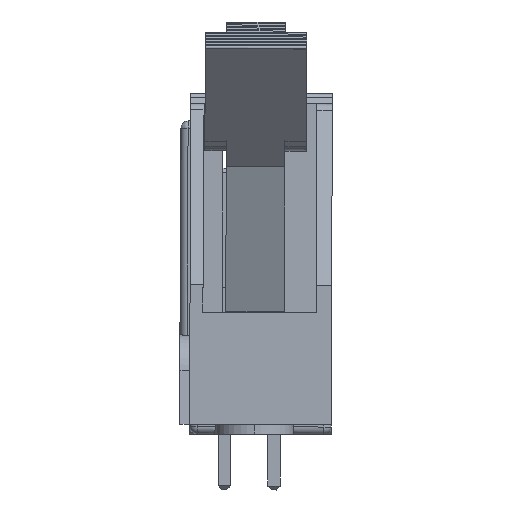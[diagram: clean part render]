
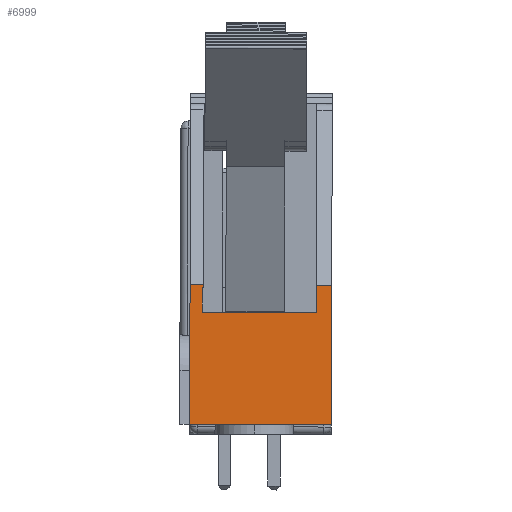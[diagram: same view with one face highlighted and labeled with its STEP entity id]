
A CAD part, left-side view. The second image highlights one B-rep face of the part: STEP entity #6999.
In plain terms, the highlighted planar face has unit normal (-1, 0, 0).
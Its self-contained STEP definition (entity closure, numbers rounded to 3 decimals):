
#67 = AXIS2_PLACEMENT_3D ( 'NONE', #1634, #7187, #12449 ) ;
#754 = EDGE_CURVE ( 'NONE', #12278, #6599, #12386, .T. ) ;
#798 = CARTESIAN_POINT ( 'NONE',  ( -1.27, -7.747, 4.572 ) ) ;
#818 = DIRECTION ( 'NONE',  ( 0., -1., 0. ) ) ;
#956 = VERTEX_POINT ( 'NONE', #5243 ) ;
#1100 = LINE ( 'NONE', #10984, #8808 ) ;
#1293 = CARTESIAN_POINT ( 'NONE',  ( -1.27, -7.747, -2.54 ) ) ;
#1634 = CARTESIAN_POINT ( 'NONE',  ( -1.27, -7.747, 4.572 ) ) ;
#2224 = CARTESIAN_POINT ( 'NONE',  ( -1.27, -6.96, 3.175 ) ) ;
#2468 = EDGE_CURVE ( 'NONE', #8098, #8587, #5783, .T. ) ;
#2638 = ORIENTED_EDGE ( 'NONE', *, *, #4834, .F. ) ;
#2671 = LINE ( 'NONE', #12735, #3887 ) ;
#2689 = CARTESIAN_POINT ( 'NONE',  ( -1.27, -7.747, 4.572 ) ) ;
#2805 = EDGE_CURVE ( 'NONE', #11212, #8360, #5209, .T. ) ;
#2880 = DIRECTION ( 'NONE',  ( 0., 0., 1. ) ) ;
#3033 = DIRECTION ( 'NONE',  ( 0., 1., 0. ) ) ;
#3068 = EDGE_CURVE ( 'NONE', #11212, #956, #5120, .T. ) ;
#3074 = VERTEX_POINT ( 'NONE', #2689 ) ;
#3175 = EDGE_CURVE ( 'NONE', #6599, #8098, #4392, .T. ) ;
#3350 = EDGE_CURVE ( 'NONE', #956, #12278, #2671, .T. ) ;
#3716 = ORIENTED_EDGE ( 'NONE', *, *, #3350, .T. ) ;
#3887 = VECTOR ( 'NONE', #4881, 1000. ) ;
#4145 = EDGE_CURVE ( 'NONE', #13397, #8587, #11018, .T. ) ;
#4274 = CARTESIAN_POINT ( 'NONE',  ( -1.27, -1.194, 4.445 ) ) ;
#4392 = LINE ( 'NONE', #798, #14005 ) ;
#4567 = DIRECTION ( 'NONE',  ( 0., 1., 0. ) ) ;
#4733 = ORIENTED_EDGE ( 'NONE', *, *, #11786, .F. ) ;
#4834 = EDGE_CURVE ( 'NONE', #8954, #13397, #11713, .T. ) ;
#4881 = DIRECTION ( 'NONE',  ( 0., -1., 0. ) ) ;
#5120 = LINE ( 'NONE', #13693, #9161 ) ;
#5138 = VECTOR ( 'NONE', #13692, 1000. ) ;
#5209 = LINE ( 'NONE', #13194, #11498 ) ;
#5243 = CARTESIAN_POINT ( 'NONE',  ( -1.27, -1.13, 4.445 ) ) ;
#5637 = DIRECTION ( 'NONE',  ( 0., 0., -1. ) ) ;
#5783 = LINE ( 'NONE', #7876, #13990 ) ;
#5840 = CARTESIAN_POINT ( 'NONE',  ( -1.27, -7.747, 4.572 ) ) ;
#5982 = ORIENTED_EDGE ( 'NONE', *, *, #4145, .F. ) ;
#6058 = EDGE_CURVE ( 'NONE', #3074, #9736, #6715, .T. ) ;
#6443 = VECTOR ( 'NONE', #7596, 1000. ) ;
#6599 = VERTEX_POINT ( 'NONE', #10453 ) ;
#6661 = EDGE_CURVE ( 'NONE', #3074, #8954, #9436, .T. ) ;
#6696 = EDGE_LOOP ( 'NONE', ( #10674, #6705, #3716, #9459, #6785, #10867, #5982, #2638, #11225, #10524, #4733 ) ) ;
#6705 = ORIENTED_EDGE ( 'NONE', *, *, #3068, .T. ) ;
#6715 = LINE ( 'NONE', #13281, #9242 ) ;
#6785 = ORIENTED_EDGE ( 'NONE', *, *, #3175, .T. ) ;
#6999 = ADVANCED_FACE ( 'NONE', ( #7988 ), #7119, .F. ) ;
#7119 = PLANE ( 'NONE',  #67 ) ;
#7187 = DIRECTION ( 'NONE',  ( 1., 0., 0. ) ) ;
#7494 = CARTESIAN_POINT ( 'NONE',  ( -1.27, -7.747, -2.54 ) ) ;
#7596 = DIRECTION ( 'NONE',  ( 0., 1., 0. ) ) ;
#7876 = CARTESIAN_POINT ( 'NONE',  ( -1.27, -0.508, 4.572 ) ) ;
#7988 = FACE_OUTER_BOUND ( 'NONE', #6696, .T. ) ;
#8098 = VERTEX_POINT ( 'NONE', #9361 ) ;
#8360 = VERTEX_POINT ( 'NONE', #2224 ) ;
#8420 = DIRECTION ( 'NONE',  ( 0., 0., 1. ) ) ;
#8587 = VERTEX_POINT ( 'NONE', #9679 ) ;
#8808 = VECTOR ( 'NONE', #2880, 1000. ) ;
#8891 = CARTESIAN_POINT ( 'NONE',  ( -1.27, -6.96, 4.572 ) ) ;
#8954 = VERTEX_POINT ( 'NONE', #1293 ) ;
#9161 = VECTOR ( 'NONE', #12543, 1000. ) ;
#9179 = VECTOR ( 'NONE', #3033, 1000. ) ;
#9242 = VECTOR ( 'NONE', #4567, 1000. ) ;
#9361 = CARTESIAN_POINT ( 'NONE',  ( -1.27, -0.508, 4.572 ) ) ;
#9436 = LINE ( 'NONE', #5840, #5138 ) ;
#9459 = ORIENTED_EDGE ( 'NONE', *, *, #754, .T. ) ;
#9540 = CARTESIAN_POINT ( 'NONE',  ( -1.27, -3.81, -2.54 ) ) ;
#9679 = CARTESIAN_POINT ( 'NONE',  ( -1.27, -0.508, -2.54 ) ) ;
#9736 = VERTEX_POINT ( 'NONE', #8891 ) ;
#10453 = CARTESIAN_POINT ( 'NONE',  ( -1.27, -1.194, 4.572 ) ) ;
#10524 = ORIENTED_EDGE ( 'NONE', *, *, #6058, .T. ) ;
#10674 = ORIENTED_EDGE ( 'NONE', *, *, #2805, .F. ) ;
#10867 = ORIENTED_EDGE ( 'NONE', *, *, #2468, .T. ) ;
#10984 = CARTESIAN_POINT ( 'NONE',  ( -1.27, -6.96, 3.175 ) ) ;
#11018 = LINE ( 'NONE', #7494, #9179 ) ;
#11212 = VERTEX_POINT ( 'NONE', #13066 ) ;
#11225 = ORIENTED_EDGE ( 'NONE', *, *, #6661, .F. ) ;
#11498 = VECTOR ( 'NONE', #818, 1000. ) ;
#11713 = LINE ( 'NONE', #11917, #6443 ) ;
#11786 = EDGE_CURVE ( 'NONE', #8360, #9736, #1100, .T. ) ;
#11816 = DIRECTION ( 'NONE',  ( 0., 1., 0. ) ) ;
#11917 = CARTESIAN_POINT ( 'NONE',  ( -1.27, -7.747, -2.54 ) ) ;
#12278 = VERTEX_POINT ( 'NONE', #4274 ) ;
#12386 = LINE ( 'NONE', #13893, #12587 ) ;
#12449 = DIRECTION ( 'NONE',  ( 0., 0., -1. ) ) ;
#12543 = DIRECTION ( 'NONE',  ( 0., 0., 1. ) ) ;
#12587 = VECTOR ( 'NONE', #8420, 1000. ) ;
#12735 = CARTESIAN_POINT ( 'NONE',  ( -1.27, -4.001, 4.445 ) ) ;
#13066 = CARTESIAN_POINT ( 'NONE',  ( -1.27, -1.13, 3.175 ) ) ;
#13194 = CARTESIAN_POINT ( 'NONE',  ( -1.27, -4.077, 3.175 ) ) ;
#13281 = CARTESIAN_POINT ( 'NONE',  ( -1.27, -7.747, 4.572 ) ) ;
#13397 = VERTEX_POINT ( 'NONE', #9540 ) ;
#13692 = DIRECTION ( 'NONE',  ( 0., 0., -1. ) ) ;
#13693 = CARTESIAN_POINT ( 'NONE',  ( -1.27, -1.13, 9.437 ) ) ;
#13893 = CARTESIAN_POINT ( 'NONE',  ( -1.27, -1.194, 3.175 ) ) ;
#13990 = VECTOR ( 'NONE', #5637, 1000. ) ;
#14005 = VECTOR ( 'NONE', #11816, 1000. ) ;
